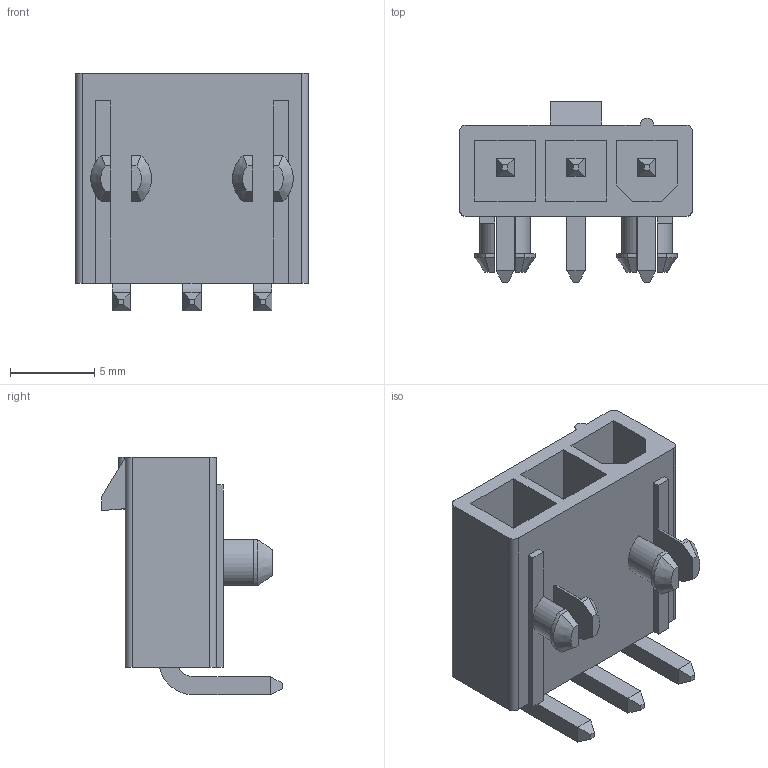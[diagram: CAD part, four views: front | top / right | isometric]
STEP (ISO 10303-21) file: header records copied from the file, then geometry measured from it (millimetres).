
FILE_DESCRIPTION((''),'2;1');
FILE_NAME('039303037','2019-08-08T',('gga'),(''),'PRO/ENGINEER BY PARAMETRIC TECHNOLOGY CORPORATION, 2016010','PRO/ENGINEER BY PARAMETRIC TECHNOLOGY CORPORATION, 2016010','');
FILE_SCHEMA(('CONFIG_CONTROL_DESIGN'));
Length unit declared in the file: millimetre
Products named in the file (1): 039303037
Bounding box: 13.8 x 10.7 x 14.09 mm (x, y, z)
Volume: 661.3 mm3; surface area: 1264.9 mm2
Topology: 1 solids, 1 shells, 142 faces, 355 edges, 228 vertices
Faces by surface type: plane 119, cylinder 19, cone 4
Entity records: 4171 total; most frequent: CARTESIAN_POINT 728, DIRECTION 687, ORIENTED_EDGE 686, EDGE_CURVE 343, VECTOR 293, LINE 293, VERTEX_POINT 214, AXIS2_PLACEMENT_3D 197
